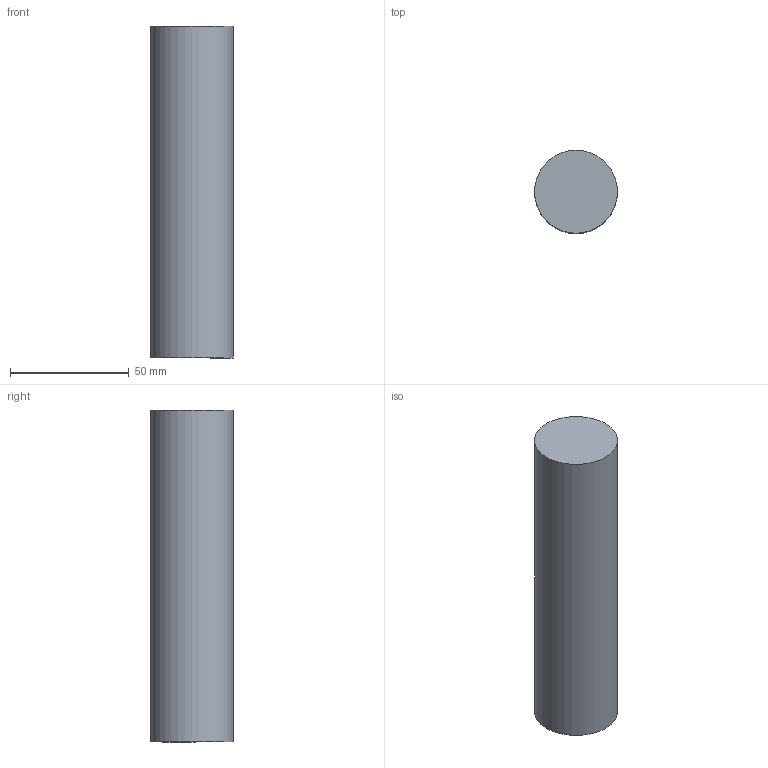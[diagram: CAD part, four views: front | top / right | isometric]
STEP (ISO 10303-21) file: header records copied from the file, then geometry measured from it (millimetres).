
FILE_DESCRIPTION(/* description */ ('This is a sample STEP configuration'),/* implementation_level */ '2;1');
FILE_NAME(/* name */ '662-015xxxxxxxxx SIMPLE.ipt_Rev_00.stp',/* time_stamp */ '2023-05-03T12:06:02+02:00',/* author */ ('powerJobs'),/* organization */ ('coolOrange'),/* preprocessor_version */ 'ST-DEVELOPER v19.2',/* originating_system */ 'Autodesk Inventor 2023',/* authorisation */ '');
FILE_SCHEMA (('AUTOMOTIVE_DESIGN { 1 0 10303 214 3 1 1 }'));
Length unit declared in the file: millimetre
Products named in the file (1): ENG000028953
Bounding box: 35 x 35 x 140 mm (x, y, z)
Volume: 144909.6 mm3; surface area: 20579.8 mm2
Topology: 2 solids, 2 shells, 26 faces, 64 edges, 42 vertices
Faces by surface type: plane 13, cylinder 6, cone 3, torus 3, bspline 1
Full cylindrical faces by diameter (mm): 15 x1, 32 x1, 35 x1
Entity records: 943 total; most frequent: CARTESIAN_POINT 303, ORIENTED_EDGE 128, DIRECTION 123, EDGE_CURVE 64, AXIS2_PLACEMENT_3D 51, VERTEX_POINT 42, FACE_OUTER_BOUND 26, EDGE_LOOP 26
